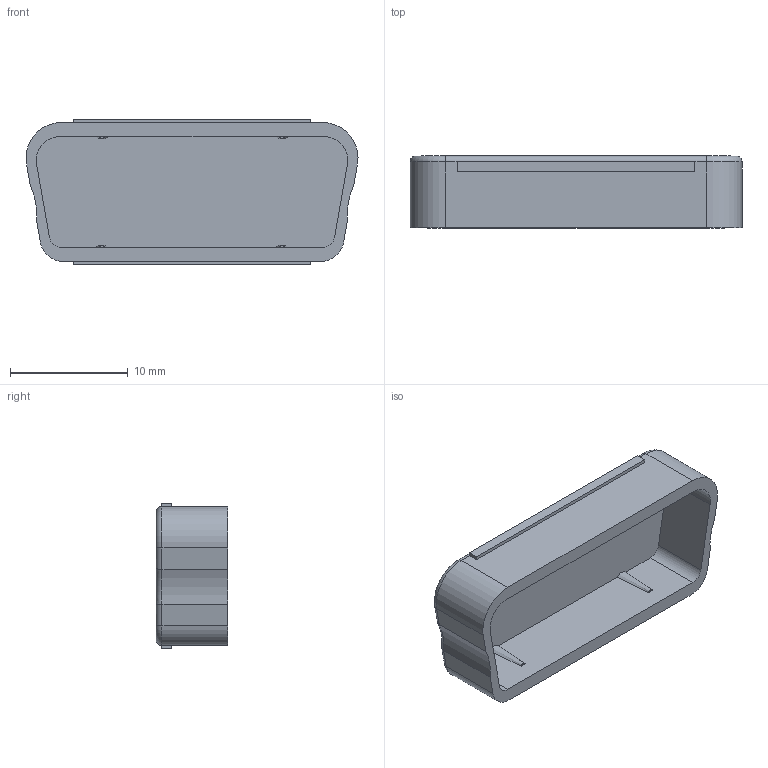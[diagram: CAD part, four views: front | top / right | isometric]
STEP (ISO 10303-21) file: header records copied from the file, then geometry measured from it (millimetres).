
FILE_DESCRIPTION( ( 'Unknown' ), '1' );
FILE_NAME( '726181103.stp', 'Unknown', ( 'Unknown' ), ( 'Unknown' ), 'PSStep 16.0.42', 'Unknown', ' ' );
FILE_SCHEMA( ( 'AUTOMOTIVE_DESIGN { 1 0 10303 214 1 1 1 1 }' ) );
Length unit declared in the file: millimetre
Products named in the file (1): 1
Bounding box: 28.2 x 6.1 x 12.4 mm (x, y, z)
Volume: 712.3 mm3; surface area: 1430 mm2
Topology: 1 solids, 1 shells, 53 faces, 134 edges, 84 vertices
Faces by surface type: plane 27, cylinder 16, torus 6, bspline 4
Entity records: 2142 total; most frequent: CARTESIAN_POINT 452, ORIENTED_EDGE 268, DIRECTION 248, EDGE_CURVE 134, AXIS2_PLACEMENT_3D 84, VERTEX_POINT 84, LINE 80, VECTOR 80
